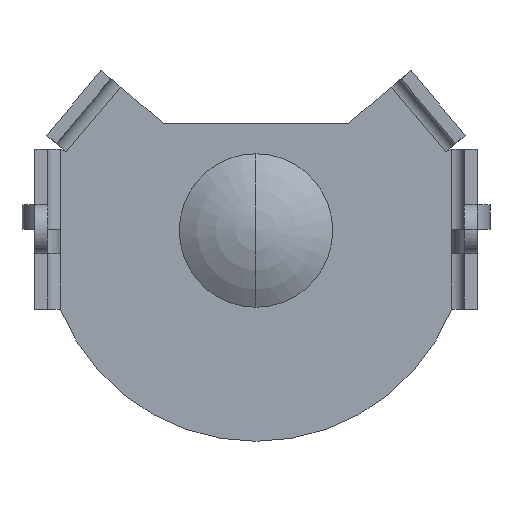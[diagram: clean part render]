
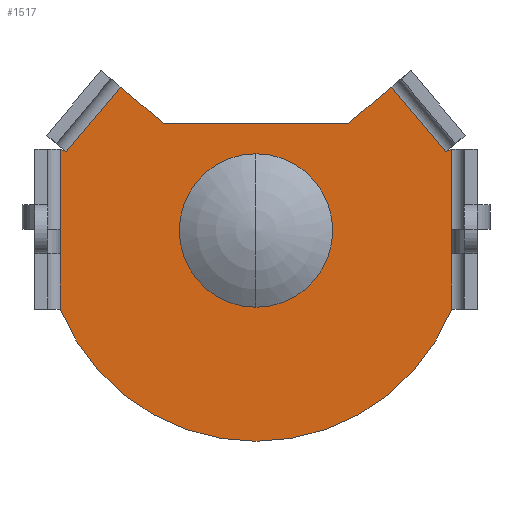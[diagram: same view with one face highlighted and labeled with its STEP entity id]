
A CAD part, front view. The second image highlights one B-rep face of the part: STEP entity #1517.
In plain terms, the highlighted planar face has unit normal (0, -1, 0).
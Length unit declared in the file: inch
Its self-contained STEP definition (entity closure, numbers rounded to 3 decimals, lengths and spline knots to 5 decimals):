
#522 = CARTESIAN_POINT ( 'NONE',  ( 0., 0., -0.1649 ) ) ;
#573 = CARTESIAN_POINT ( 'NONE',  ( -0.153, 0., -0.0615 ) ) ;
#574 = DIRECTION ( 'NONE',  ( 0., 0., 1. ) ) ;
#575 = DIRECTION ( 'NONE',  ( 0., 1., 0. ) ) ;
#576 = CARTESIAN_POINT ( 'NONE',  ( 0., 0., 0. ) ) ;
#577 = AXIS2_PLACEMENT_3D ( 'NONE', #576, #575, #574 ) ;
#578 = CIRCLE ( 'NONE', #577, 0.1649 ) ;
#992 = DIRECTION ( 'NONE',  ( 0., 0., 1. ) ) ;
#993 = DIRECTION ( 'NONE',  ( 0., 1., 0. ) ) ;
#994 = DIRECTION ( 'NONE',  ( 0.924, 0., 0.383 ) ) ;
#995 = VECTOR ( 'NONE', #994, 39.37008 ) ;
#996 = CARTESIAN_POINT ( 'NONE',  ( 0., 0., 0. ) ) ;
#1003 = CARTESIAN_POINT ( 'NONE',  ( 0.153, 0., 0.0635 ) ) ;
#1012 = LINE ( 'NONE', #1003, #1014 ) ;
#1013 = DIRECTION ( 'NONE',  ( 0., 0., -1. ) ) ;
#1014 = VECTOR ( 'NONE', #1013, 39.37008 ) ;
#1015 = CARTESIAN_POINT ( 'NONE',  ( 0.153, 0., 0.0635 ) ) ;
#1016 = LINE ( 'NONE', #1015, #995 ) ;
#1017 = CARTESIAN_POINT ( 'NONE',  ( 0.14838, 0., 0.06158 ) ) ;
#1024 = VECTOR ( 'NONE', #1044, 39.37008 ) ;
#1025 = CARTESIAN_POINT ( 'NONE',  ( -0.153, 0., 0.0635 ) ) ;
#1026 = LINE ( 'NONE', #1025, #1024 ) ;
#1040 = AXIS2_PLACEMENT_3D ( 'NONE', #996, #993, #992 ) ;
#1044 = DIRECTION ( 'NONE',  ( 0., 0., 1. ) ) ;
#1045 = CIRCLE ( 'NONE', #1040, 0.06 ) ;
#1288 = VERTEX_POINT ( 'NONE', #2428 ) ;
#1290 = VERTEX_POINT ( 'NONE', #2390 ) ;
#1299 = EDGE_CURVE ( 'NONE', #1462, #1586, #2399, .T. ) ;
#1338 = EDGE_CURVE ( 'NONE', #1290, #1288, #2473, .T. ) ;
#1455 = EDGE_CURVE ( 'NONE', #1456, #1457, #2654, .T. ) ;
#1456 = VERTEX_POINT ( 'NONE', #2675 ) ;
#1457 = VERTEX_POINT ( 'NONE', #2686 ) ;
#1462 = VERTEX_POINT ( 'NONE', #2694 ) ;
#1468 = EDGE_CURVE ( 'NONE', #1491, #1486, #2683, .T. ) ;
#1474 = EDGE_CURVE ( 'NONE', #1492, #2870, #2712, .T. ) ;
#1482 = VERTEX_POINT ( 'NONE', #2718 ) ;
#1484 = EDGE_CURVE ( 'NONE', #1457, #1482, #2743, .T. ) ;
#1486 = VERTEX_POINT ( 'NONE', #2735 ) ;
#1491 = VERTEX_POINT ( 'NONE', #2730 ) ;
#1492 = VERTEX_POINT ( 'NONE', #2729 ) ;
#1494 = EDGE_CURVE ( 'NONE', #1482, #1462, #2749, .T. ) ;
#1512 = ORIENTED_EDGE ( 'NONE', *, *, #1468, .F. ) ;
#1517 = ADVANCED_FACE ( 'NONE', ( #2764, #2773 ), #2782, .F. ) ;
#1521 = ORIENTED_EDGE ( 'NONE', *, *, #1338, .T. ) ;
#1536 = ORIENTED_EDGE ( 'NONE', *, *, #1484, .F. ) ;
#1538 = ORIENTED_EDGE ( 'NONE', *, *, #1575, .T. ) ;
#1541 = EDGE_LOOP ( 'NONE', ( #1577, #1583, #1584, #1548, #1536, #1590, #1554, #1512, #1591, #1552, #1589 ) ) ;
#1542 = VERTEX_POINT ( 'NONE', #2819 ) ;
#1543 = EDGE_CURVE ( 'NONE', #1486, #1456, #2822, .T. ) ;
#1548 = ORIENTED_EDGE ( 'NONE', *, *, #1494, .F. ) ;
#1552 = ORIENTED_EDGE ( 'NONE', *, *, #2899, .F. ) ;
#1554 = ORIENTED_EDGE ( 'NONE', *, *, #1543, .F. ) ;
#1575 = EDGE_CURVE ( 'NONE', #1288, #1290, #1045, .T. ) ;
#1577 = ORIENTED_EDGE ( 'NONE', *, *, #1578, .F. ) ;
#1578 = EDGE_CURVE ( 'NONE', #1542, #1492, #1012, .T. ) ;
#1579 = EDGE_LOOP ( 'NONE', ( #1521, #1538 ) ) ;
#1581 = EDGE_CURVE ( 'NONE', #1586, #1542, #1016, .T. ) ;
#1583 = ORIENTED_EDGE ( 'NONE', *, *, #1581, .F. ) ;
#1584 = ORIENTED_EDGE ( 'NONE', *, *, #1299, .F. ) ;
#1586 = VERTEX_POINT ( 'NONE', #1017 ) ;
#1587 = EDGE_CURVE ( 'NONE', #2900, #1491, #1026, .T. ) ;
#1589 = ORIENTED_EDGE ( 'NONE', *, *, #1474, .F. ) ;
#1590 = ORIENTED_EDGE ( 'NONE', *, *, #1455, .F. ) ;
#1591 = ORIENTED_EDGE ( 'NONE', *, *, #1587, .F. ) ;
#2390 = CARTESIAN_POINT ( 'NONE',  ( 0., 0., 0.06 ) ) ;
#2396 = DIRECTION ( 'NONE',  ( 0.643, 0., -0.766 ) ) ;
#2397 = VECTOR ( 'NONE', #2396, 39.37008 ) ;
#2398 = CARTESIAN_POINT ( 'NONE',  ( 0.14838, 0., 0.06158 ) ) ;
#2399 = LINE ( 'NONE', #2398, #2397 ) ;
#2428 = CARTESIAN_POINT ( 'NONE',  ( 0., 0., -0.06 ) ) ;
#2473 = CIRCLE ( 'NONE', #2479, 0.06 ) ;
#2476 = DIRECTION ( 'NONE',  ( 0., 0., 1. ) ) ;
#2477 = DIRECTION ( 'NONE',  ( 0., 1., 0. ) ) ;
#2478 = CARTESIAN_POINT ( 'NONE',  ( 0., 0., 0. ) ) ;
#2479 = AXIS2_PLACEMENT_3D ( 'NONE', #2478, #2477, #2476 ) ;
#2652 = VECTOR ( 'NONE', #2667, 39.37008 ) ;
#2653 = CARTESIAN_POINT ( 'NONE',  ( -0.10596, 0., 0.11214 ) ) ;
#2654 = LINE ( 'NONE', #2653, #2652 ) ;
#2667 = DIRECTION ( 'NONE',  ( 0.766, 0., -0.643 ) ) ;
#2675 = CARTESIAN_POINT ( 'NONE',  ( -0.10596, 0., 0.11214 ) ) ;
#2680 = DIRECTION ( 'NONE',  ( 0.924, 0., -0.383 ) ) ;
#2681 = VECTOR ( 'NONE', #2680, 39.37008 ) ;
#2682 = CARTESIAN_POINT ( 'NONE',  ( -0.153, 0., 0.0635 ) ) ;
#2683 = LINE ( 'NONE', #2682, #2681 ) ;
#2686 = CARTESIAN_POINT ( 'NONE',  ( -0.07242, 0., 0.084 ) ) ;
#2694 = CARTESIAN_POINT ( 'NONE',  ( 0.10596, 0., 0.11214 ) ) ;
#2701 = DIRECTION ( 'NONE',  ( 0., 0., 1. ) ) ;
#2702 = AXIS2_PLACEMENT_3D ( 'NONE', #2724, #2726, #2701 ) ;
#2712 = CIRCLE ( 'NONE', #2702, 0.1649 ) ;
#2718 = CARTESIAN_POINT ( 'NONE',  ( 0.07242, 0., 0.084 ) ) ;
#2724 = CARTESIAN_POINT ( 'NONE',  ( 0., 0., 0. ) ) ;
#2726 = DIRECTION ( 'NONE',  ( 0., 1., 0. ) ) ;
#2729 = CARTESIAN_POINT ( 'NONE',  ( 0.153, 0., -0.0615 ) ) ;
#2730 = CARTESIAN_POINT ( 'NONE',  ( -0.153, 0., 0.0635 ) ) ;
#2735 = CARTESIAN_POINT ( 'NONE',  ( -0.14838, 0., 0.06158 ) ) ;
#2740 = DIRECTION ( 'NONE',  ( 1., 0., 0. ) ) ;
#2741 = VECTOR ( 'NONE', #2740, 39.37008 ) ;
#2742 = CARTESIAN_POINT ( 'NONE',  ( -0.07242, 0., 0.084 ) ) ;
#2743 = LINE ( 'NONE', #2742, #2741 ) ;
#2748 = VECTOR ( 'NONE', #2755, 39.37008 ) ;
#2749 = LINE ( 'NONE', #2758, #2748 ) ;
#2755 = DIRECTION ( 'NONE',  ( 0.766, 0., 0.643 ) ) ;
#2758 = CARTESIAN_POINT ( 'NONE',  ( 0.10596, 0., 0.11214 ) ) ;
#2764 = FACE_BOUND ( 'NONE', #1579, .T. ) ;
#2773 = FACE_OUTER_BOUND ( 'NONE', #1541, .T. ) ;
#2780 = DIRECTION ( 'NONE',  ( 0., 0., 1. ) ) ;
#2781 = AXIS2_PLACEMENT_3D ( 'NONE', #2786, #2785, #2780 ) ;
#2782 = PLANE ( 'NONE',  #2781 ) ;
#2785 = DIRECTION ( 'NONE',  ( 0., 1., 0. ) ) ;
#2786 = CARTESIAN_POINT ( 'NONE',  ( 0., 0., 0. ) ) ;
#2818 = VECTOR ( 'NONE', #2820, 39.37008 ) ;
#2819 = CARTESIAN_POINT ( 'NONE',  ( 0.153, 0., 0.0635 ) ) ;
#2820 = DIRECTION ( 'NONE',  ( 0.643, 0., 0.766 ) ) ;
#2822 = LINE ( 'NONE', #2823, #2818 ) ;
#2823 = CARTESIAN_POINT ( 'NONE',  ( -0.14838, 0., 0.06158 ) ) ;
#2870 = VERTEX_POINT ( 'NONE', #522 ) ;
#2899 = EDGE_CURVE ( 'NONE', #2870, #2900, #578, .T. ) ;
#2900 = VERTEX_POINT ( 'NONE', #573 ) ;
